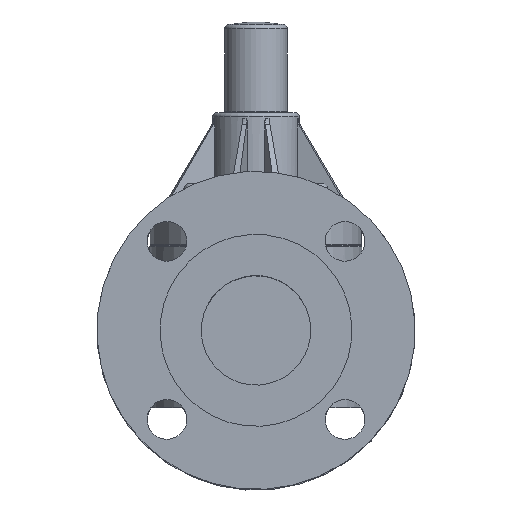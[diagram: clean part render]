
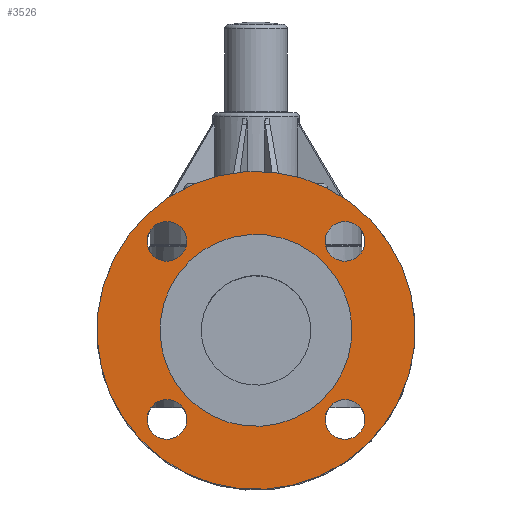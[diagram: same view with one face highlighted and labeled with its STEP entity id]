
A CAD part, top view. The second image highlights one B-rep face of the part: STEP entity #3526.
In plain terms, the highlighted planar face has unit normal (0, 0, 1).
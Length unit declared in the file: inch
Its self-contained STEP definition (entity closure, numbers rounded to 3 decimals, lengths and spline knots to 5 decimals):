
#3427=CARTESIAN_POINT('',(-2.03921,3.23496,4.8));
#3428=VERTEX_POINT('',#3427);
#3429=CARTESIAN_POINT('',(-1.67938,3.12938,4.8));
#3430=DIRECTION('',(0.,0.,1.0));
#3431=DIRECTION('',(0.707,0.707,0.));
#3432=AXIS2_PLACEMENT_3D('',#3429,#3430,#3431);
#3433=CIRCLE('',#3432,0.375);
#3434=EDGE_CURVE('',#3428,#3428,#3433,.T.);
#3447=CARTESIAN_POINT('',(-1.78496,-0.58921,4.8));
#3448=VERTEX_POINT('',#3447);
#3449=CARTESIAN_POINT('',(-1.67938,-0.22938,4.8));
#3450=DIRECTION('',(0.,0.,1.));
#3451=DIRECTION('',(0.707,0.707,0.));
#3452=AXIS2_PLACEMENT_3D('',#3449,#3450,#3451);
#3453=CIRCLE('',#3452,0.375);
#3454=EDGE_CURVE('',#3448,#3448,#3453,.T.);
#3467=CARTESIAN_POINT('',(2.03921,-0.33496,4.8));
#3468=VERTEX_POINT('',#3467);
#3469=CARTESIAN_POINT('',(1.67938,-0.22938,4.8));
#3470=DIRECTION('',(0.,0.,1.0));
#3471=DIRECTION('',(0.707,0.707,0.));
#3472=AXIS2_PLACEMENT_3D('',#3469,#3470,#3471);
#3473=CIRCLE('',#3472,0.375);
#3474=EDGE_CURVE('',#3468,#3468,#3473,.T.);
#3479=CARTESIAN_POINT('',(1.27986,0.17014,4.8));
#3480=DIRECTION('',(0.0,0.0,1.0));
#3481=DIRECTION('',(-0.707,-0.707,0.0));
#3482=AXIS2_PLACEMENT_3D('',#3479,#3480,#3481);
#3483=PLANE('',#3482);
#3484=CARTESIAN_POINT('',(2.87865,0.60538,4.8));
#3485=VERTEX_POINT('',#3484);
#3486=CARTESIAN_POINT('',(0.,1.45,4.8));
#3487=DIRECTION('',(0.,0.,1.0));
#3488=DIRECTION('',(0.707,0.707,0.));
#3489=AXIS2_PLACEMENT_3D('',#3486,#3487,#3488);
#3490=CIRCLE('',#3489,3.);
#3491=EDGE_CURVE('',#3485,#3485,#3490,.T.);
#3492=ORIENTED_EDGE('',*,*,#3491,.T.);
#3493=EDGE_LOOP('',(#3492));
#3494=FACE_OUTER_BOUND('',#3493,.T.);
#3495=CARTESIAN_POINT('',(1.78496,3.48921,4.8));
#3496=VERTEX_POINT('',#3495);
#3497=CARTESIAN_POINT('',(1.67938,3.12938,4.8));
#3498=DIRECTION('',(0.,0.,1.0));
#3499=DIRECTION('',(0.707,0.707,0.));
#3500=AXIS2_PLACEMENT_3D('',#3497,#3498,#3499);
#3501=CIRCLE('',#3500,0.375);
#3502=EDGE_CURVE('',#3496,#3496,#3501,.T.);
#3503=ORIENTED_EDGE('',*,*,#3502,.F.);
#3504=EDGE_LOOP('',(#3503));
#3505=FACE_BOUND('',#3504,.T.);
#3506=CARTESIAN_POINT('',(1.73678,0.94041,4.8));
#3507=VERTEX_POINT('',#3506);
#3508=CARTESIAN_POINT('',(0.,1.45,4.8));
#3509=DIRECTION('',(0.,0.,1.));
#3510=DIRECTION('',(0.707,0.707,0.));
#3511=AXIS2_PLACEMENT_3D('',#3508,#3509,#3510);
#3512=CIRCLE('',#3511,1.81);
#3513=EDGE_CURVE('',#3507,#3507,#3512,.T.);
#3514=ORIENTED_EDGE('',*,*,#3513,.F.);
#3515=EDGE_LOOP('',(#3514));
#3516=FACE_BOUND('',#3515,.T.);
#3517=ORIENTED_EDGE('',*,*,#3434,.F.);
#3518=EDGE_LOOP('',(#3517));
#3519=FACE_BOUND('',#3518,.T.);
#3520=ORIENTED_EDGE('',*,*,#3454,.F.);
#3521=EDGE_LOOP('',(#3520));
#3522=FACE_BOUND('',#3521,.T.);
#3523=ORIENTED_EDGE('',*,*,#3474,.F.);
#3524=EDGE_LOOP('',(#3523));
#3525=FACE_BOUND('',#3524,.T.);
#3526=ADVANCED_FACE('',(#3494,#3505,#3516,#3519,#3522,#3525),#3483,.T.);
